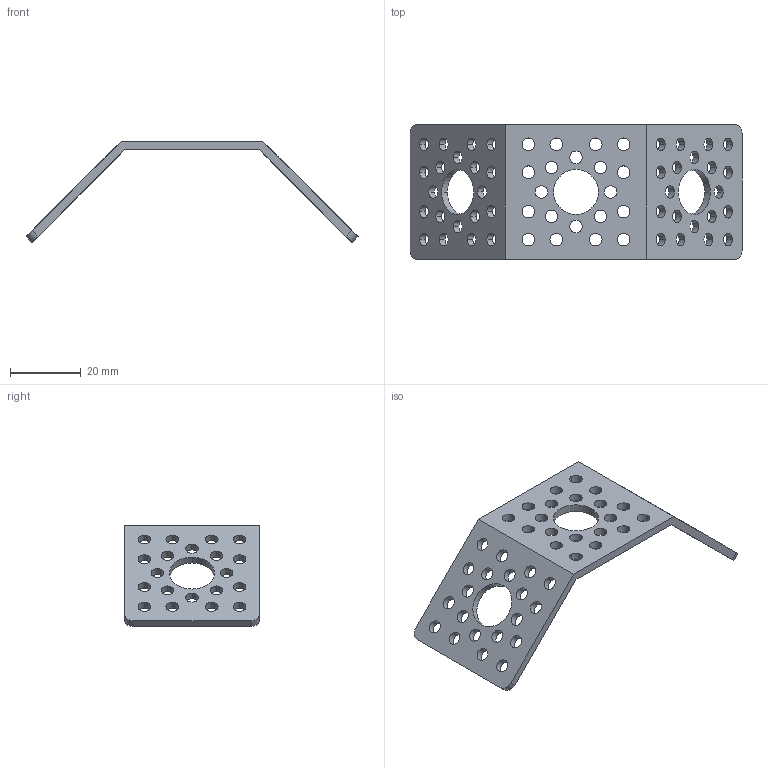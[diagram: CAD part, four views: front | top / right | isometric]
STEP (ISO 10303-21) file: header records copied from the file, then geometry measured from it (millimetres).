
FILE_DESCRIPTION (( 'STEP AP203' ), '1' );
FILE_NAME ('585426.STEP', '2014-07-14T21:02:16', ( 'Kyle' ), ( 'Microsoft' ), 'SwSTEP 2.0', 'SolidWorks 2014', '' );
FILE_SCHEMA (( 'CONFIG_CONTROL_DESIGN' ));
Length unit declared in the file: inch
Products named in the file (1): 585426
Bounding box: 93.88 x 38.1 x 28.56 mm (x, y, z)
Volume: 7708.1 mm3; surface area: 9237 mm2
Topology: 1 solids, 1 shells, 140 faces, 414 edges, 276 vertices
Faces by surface type: cylinder 130, plane 10
Entity records: 5169 total; most frequent: DIRECTION 956, CARTESIAN_POINT 831, ORIENTED_EDGE 828, EDGE_CURVE 414, AXIS2_PLACEMENT_3D 401, VERTEX_POINT 276, EDGE_LOOP 266, CIRCLE 260
